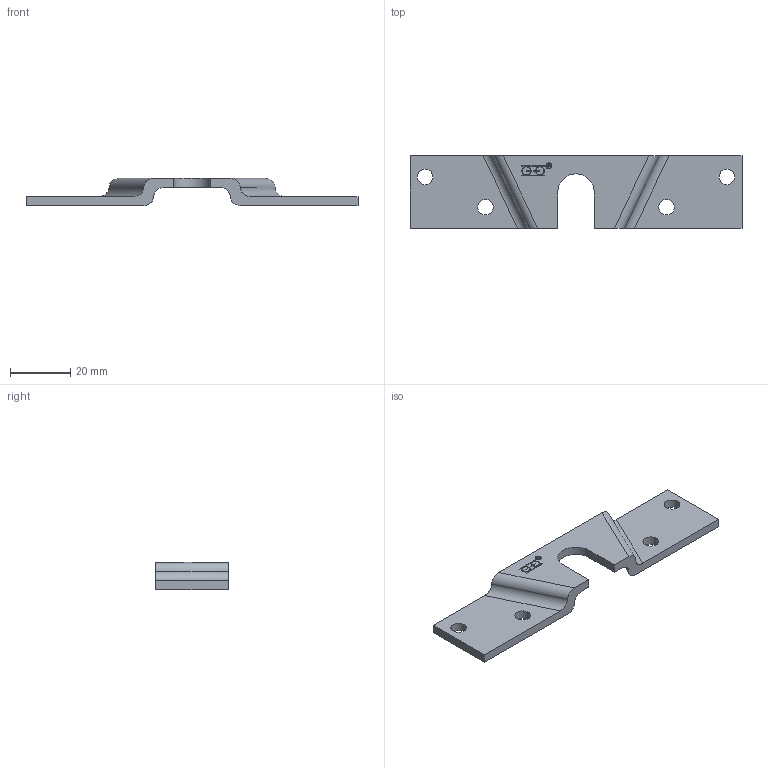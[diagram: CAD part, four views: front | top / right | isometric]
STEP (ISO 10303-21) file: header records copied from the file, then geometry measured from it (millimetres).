
FILE_DESCRIPTION((''),'2;1');
FILE_NAME('10036.stp','2010-06-21T15:04:15',('Didierr'),(''),'Autodesk Inventor 2011','Autodesk Inventor 2011','');
FILE_SCHEMA(('AUTOMOTIVE_DESIGN { 1 0 10303 214 1 1 1 1 }'));
Length unit declared in the file: millimetre
Products named in the file (1): 10036
Bounding box: 110 x 24 x 9 mm (x, y, z)
Volume: 8020.9 mm3; surface area: 6255.2 mm2
Topology: 1 solids, 1 shells, 86 faces, 223 edges, 142 vertices
Faces by surface type: plane 55, cylinder 23, bspline 8
Full cylindrical faces by diameter (mm): 1.7 x1, 2 x1, 5.2 x4
Entity records: 2628 total; most frequent: CARTESIAN_POINT 545, ORIENTED_EDGE 426, DIRECTION 401, EDGE_CURVE 213, VECTOR 151, LINE 151, VERTEX_POINT 138, AXIS2_PLACEMENT_3D 125
